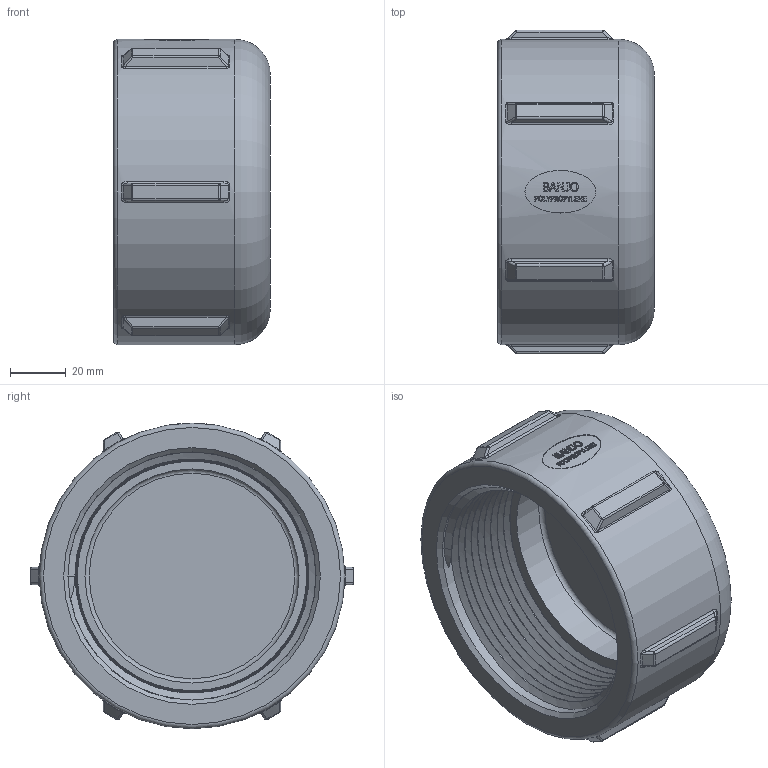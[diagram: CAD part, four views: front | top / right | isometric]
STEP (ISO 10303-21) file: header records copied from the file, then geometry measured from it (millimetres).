
FILE_DESCRIPTION(/* description */ ('3" CAP'),/* implementation_level */ '2;1');
FILE_NAME(/* name */ 'CAP300.stp',/* time_stamp */ '2013-10-04T07:32:34-04:00',/* author */ ('areid'),/* organization */ (''),/* preprocessor_version */ 'ST-DEVELOPER v15.2',/* originating_system */ 'Autodesk Inventor 2014',/* authorisation */ '');
FILE_SCHEMA (('AUTOMOTIVE_DESIGN { 1 0 10303 214 3 1 1 }'));
Length unit declared in the file: inch
Products named in the file (1): CAP300
Bounding box: 56.13 x 116.08 x 109.47 mm (x, y, z)
Volume: 271509.7 mm3; surface area: 54999.4 mm2
Topology: 1 solids, 1 shells, 435 faces, 1073 edges, 668 vertices
Faces by surface type: plane 159, bspline 156, cylinder 56, cone 25, sphere 24, torus 15
Full cylindrical faces by diameter (mm): 76.708 x1, 109.474 x1
Entity records: 17686 total; most frequent: CARTESIAN_POINT 8574, ORIENTED_EDGE 2058, DIRECTION 1548, EDGE_CURVE 1029, VERTEX_POINT 649, AXIS2_PLACEMENT_3D 567, EDGE_LOOP 470, ADVANCED_FACE 426
